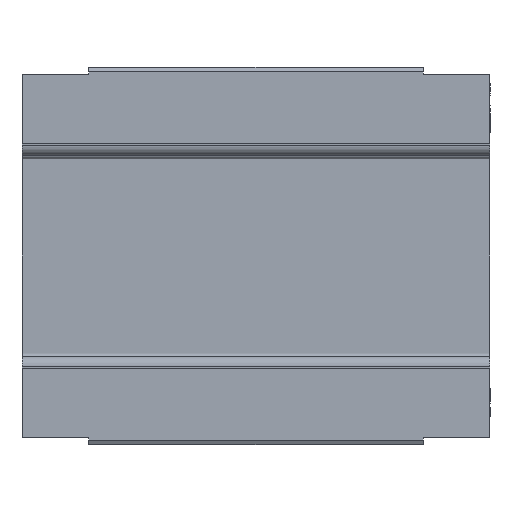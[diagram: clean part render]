
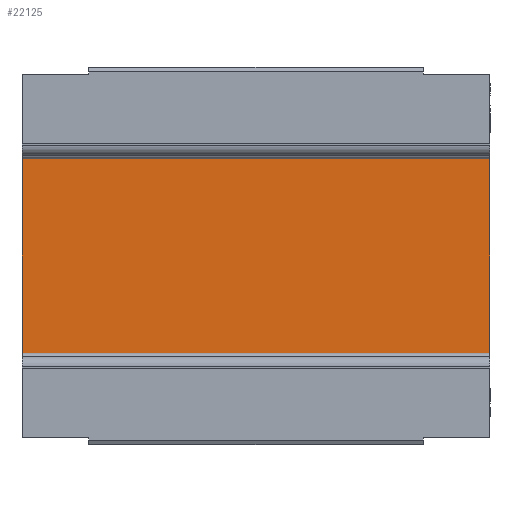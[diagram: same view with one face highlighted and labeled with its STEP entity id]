
A CAD part, front view. The second image highlights one B-rep face of the part: STEP entity #22125.
In plain terms, the highlighted planar face has unit normal (0, -1, 0).
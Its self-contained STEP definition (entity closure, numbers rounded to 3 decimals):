
#1081 = VECTOR ( 'NONE', #16752, 1000. ) ;
#1082 = LINE ( 'NONE', #16771, #1081 ) ;
#1110 = LINE ( 'NONE', #16508, #1114 ) ;
#1114 = VECTOR ( 'NONE', #16507, 1000. ) ;
#1469 = ORIENTED_EDGE ( 'NONE', *, *, #3438, .T. ) ;
#1470 = ORIENTED_EDGE ( 'NONE', *, *, #10321, .T. ) ;
#1471 = ORIENTED_EDGE ( 'NONE', *, *, #3415, .T. ) ;
#1472 = ORIENTED_EDGE ( 'NONE', *, *, #10411, .T. ) ;
#3415 = EDGE_CURVE ( 'NONE', #24761, #15346, #1110, .T. ) ;
#3438 = EDGE_CURVE ( 'NONE', #15266, #24769, #1082, .T. ) ;
#10321 = EDGE_CURVE ( 'NONE', #15346, #15266, #13179, .T. ) ;
#10411 = EDGE_CURVE ( 'NONE', #24769, #24761, #12925, .T. ) ;
#11958 = CARTESIAN_POINT ( 'NONE',  ( -60.55, 4., -4.8 ) ) ;
#11966 = CARTESIAN_POINT ( 'NONE',  ( -60.55, 4., 4.8 ) ) ;
#12236 = AXIS2_PLACEMENT_3D ( 'NONE', #14587, #14599, #14600 ) ;
#12576 = FACE_OUTER_BOUND ( 'NONE', #22820, .T. ) ;
#12923 = VECTOR ( 'NONE', #15639, 1000. ) ;
#12925 = LINE ( 'NONE', #15618, #12923 ) ;
#13168 = VECTOR ( 'NONE', #17323, 1000. ) ;
#13179 = LINE ( 'NONE', #17322, #13168 ) ;
#14587 = CARTESIAN_POINT ( 'NONE',  ( -42.1, 4., 0. ) ) ;
#14594 = PLANE ( 'NONE',  #12236 ) ;
#14599 = DIRECTION ( 'NONE',  ( 0., 1., 0. ) ) ;
#14600 = DIRECTION ( 'NONE',  ( 0., 0., 1. ) ) ;
#15266 = VERTEX_POINT ( 'NONE', #16369 ) ;
#15346 = VERTEX_POINT ( 'NONE', #17954 ) ;
#15618 = CARTESIAN_POINT ( 'NONE',  ( -60.55, 4., -5. ) ) ;
#15639 = DIRECTION ( 'NONE',  ( 0., 0., -1. ) ) ;
#16369 = CARTESIAN_POINT ( 'NONE',  ( -39.45, 4., 4.8 ) ) ;
#16507 = DIRECTION ( 'NONE',  ( 1., 0., 0. ) ) ;
#16508 = CARTESIAN_POINT ( 'NONE',  ( -39.45, 4., -4.8 ) ) ;
#16752 = DIRECTION ( 'NONE',  ( -1., 0., 0. ) ) ;
#16771 = CARTESIAN_POINT ( 'NONE',  ( -60.55, 4., 4.8 ) ) ;
#17322 = CARTESIAN_POINT ( 'NONE',  ( -39.45, 4., -5. ) ) ;
#17323 = DIRECTION ( 'NONE',  ( 0., 0., 1. ) ) ;
#17954 = CARTESIAN_POINT ( 'NONE',  ( -39.45, 4., -4.8 ) ) ;
#22125 = ADVANCED_FACE ( 'NONE', ( #12576 ), #14594, .F. ) ;
#22820 = EDGE_LOOP ( 'NONE', ( #1472, #1471, #1470, #1469 ) ) ;
#24761 = VERTEX_POINT ( 'NONE', #11958 ) ;
#24769 = VERTEX_POINT ( 'NONE', #11966 ) ;
